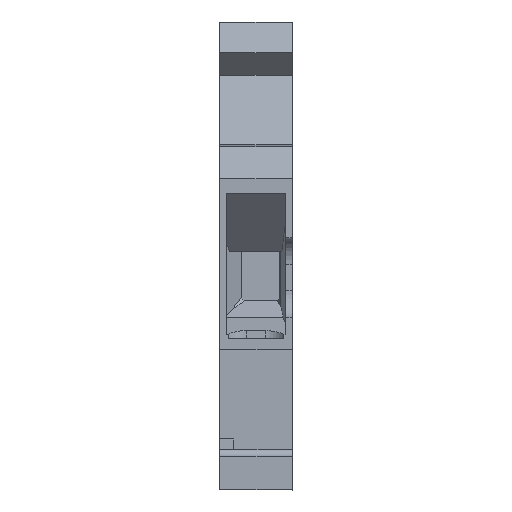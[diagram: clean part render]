
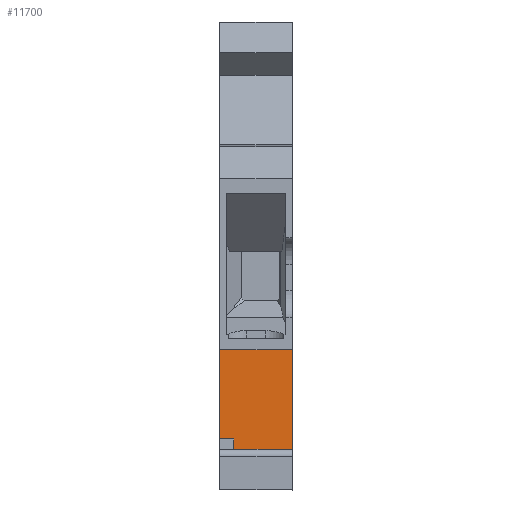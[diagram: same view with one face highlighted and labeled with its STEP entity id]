
A CAD part, front view. The second image highlights one B-rep face of the part: STEP entity #11700.
In plain terms, the highlighted face is planar.
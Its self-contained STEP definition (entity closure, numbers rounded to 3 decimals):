
#2360=CARTESIAN_POINT('',(5.378,127.656,
60.1));
#2370=VERTEX_POINT('',#2360);
#2400=CARTESIAN_POINT('',(0.,126.215,
60.1));
#2410=DIRECTION('',(0.966,0.259,
0.));
#2420=VECTOR('',#2410,1.);
#2430=LINE('',#2400,#2420);
#2440=CARTESIAN_POINT('',(11.488,129.294,
60.1));
#2450=VERTEX_POINT('',#2440);
#2460=EDGE_CURVE('',#2370,#2450,#2430,.T.);
#5660=CARTESIAN_POINT('',(14.119,129.999,
54.95));
#5670=VERTEX_POINT('',#5660);
#5700=CARTESIAN_POINT('',(30.769,134.46,
54.95));
#5710=DIRECTION('',(0.966,0.259,
0.));
#5720=VECTOR('',#5710,1.);
#5730=LINE('',#5700,#5720);
#5740=CARTESIAN_POINT('',(5.378,127.656,
54.95));
#5750=VERTEX_POINT('',#5740);
#5760=EDGE_CURVE('',#5750,#5670,#5730,.T.);
#10050=CARTESIAN_POINT('',(11.488,129.294,
59.1));
#10060=VERTEX_POINT('',#10050);
#10110=CARTESIAN_POINT('',(30.846,134.481,
59.1));
#10120=DIRECTION('',(-0.966,-0.259,
0.));
#10130=VECTOR('',#10120,1.);
#10140=LINE('',#10110,#10130);
#10150=CARTESIAN_POINT('',(14.119,129.999,
59.1));
#10160=VERTEX_POINT('',#10150);
#10170=EDGE_CURVE('',#10160,#10060,#10140,.T.);
#11240=CARTESIAN_POINT('',(5.378,127.656,
0.));
#11250=DIRECTION('',(0.,0.,1.));
#11260=VECTOR('',#11250,1.);
#11270=LINE('',#11240,#11260);
#11280=EDGE_CURVE('',#5750,#2370,#11270,.T.);
#11470=CARTESIAN_POINT('',(11.488,129.294,
54.95));
#11480=DIRECTION('',(0.259,-0.966,
0.));
#11490=DIRECTION('',(0.966,0.259,
0.));
#11500=AXIS2_PLACEMENT_3D('',#11470,#11480,#11490);
#11510=PLANE('',#11500);
#11520=ORIENTED_EDGE('',*,*,#5760,.F.);
#11530=CARTESIAN_POINT('',(14.119,129.999,
0.));
#11540=DIRECTION('',(0.,0.,-1.));
#11550=VECTOR('',#11540,1.);
#11560=LINE('',#11530,#11550);
#11570=EDGE_CURVE('',#10160,#5670,#11560,.T.);
#11580=ORIENTED_EDGE('',*,*,#11570,.T.);
#11590=ORIENTED_EDGE('',*,*,#10170,.F.);
#11600=CARTESIAN_POINT('',(11.488,129.294,
0.));
#11610=DIRECTION('',(0.,0.,1.));
#11620=VECTOR('',#11610,1.);
#11630=LINE('',#11600,#11620);
#11640=EDGE_CURVE('',#10060,#2450,#11630,.T.);
#11650=ORIENTED_EDGE('',*,*,#11640,.F.);
#11660=ORIENTED_EDGE('',*,*,#2460,.T.);
#11670=ORIENTED_EDGE('',*,*,#11280,.T.);
#11680=EDGE_LOOP('',(#11670,#11660,#11650,#11590,#11580,#11520));
#11690=FACE_OUTER_BOUND('',#11680,.T.);
#11700=ADVANCED_FACE('',(#11690),#11510,.F.);
